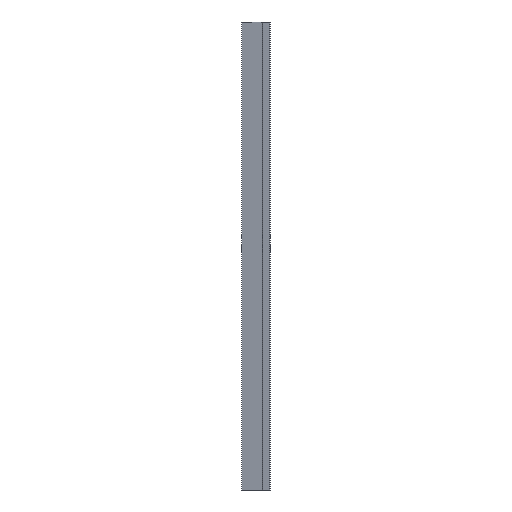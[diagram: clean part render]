
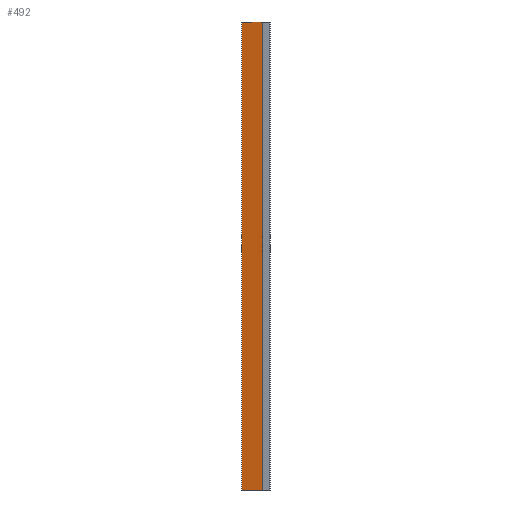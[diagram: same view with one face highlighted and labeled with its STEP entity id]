
A CAD part, left-side view. The second image highlights one B-rep face of the part: STEP entity #492.
In plain terms, the highlighted planar face has unit normal (-0.966, 0.259, 0).
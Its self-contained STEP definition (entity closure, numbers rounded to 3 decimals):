
#68=FACE_OUTER_BOUND('',#100,.T.);
#100=EDGE_LOOP('',(#431,#432,#433,#434));
#137=LINE('',#812,#187);
#146=LINE('',#834,#196);
#149=LINE('',#839,#199);
#150=LINE('',#841,#200);
#187=VECTOR('',#668,10.);
#196=VECTOR('',#693,10.);
#199=VECTOR('',#698,10.);
#200=VECTOR('',#701,10.);
#229=VERTEX_POINT('',#809);
#230=VERTEX_POINT('',#811);
#235=VERTEX_POINT('',#833);
#236=VERTEX_POINT('',#837);
#286=EDGE_CURVE('',#229,#230,#137,.T.);
#297=EDGE_CURVE('',#235,#230,#146,.T.);
#300=EDGE_CURVE('',#236,#229,#149,.T.);
#301=EDGE_CURVE('',#235,#236,#150,.T.);
#431=ORIENTED_EDGE('',*,*,#286,.F.);
#432=ORIENTED_EDGE('',*,*,#300,.F.);
#433=ORIENTED_EDGE('',*,*,#301,.F.);
#434=ORIENTED_EDGE('',*,*,#297,.T.);
#460=PLANE('',#563);
#492=ADVANCED_FACE('',(#68),#460,.F.);
#563=AXIS2_PLACEMENT_3D('',#846,#710,#711);
#668=DIRECTION('',(0.,0.,-1.));
#693=DIRECTION('',(-0.259,-0.966,0.));
#698=DIRECTION('',(-0.259,-0.966,0.));
#701=DIRECTION('',(0.,0.,1.));
#710=DIRECTION('center_axis',(0.966,-0.259,0.));
#711=DIRECTION('ref_axis',(0.,0.,-1.));
#809=CARTESIAN_POINT('',(39.545,1.393,2400.));
#811=CARTESIAN_POINT('',(39.545,1.393,0.));
#812=CARTESIAN_POINT('',(39.545,1.393,1200.));
#833=CARTESIAN_POINT('',(68.018,107.657,0.));
#834=CARTESIAN_POINT('',(68.018,107.657,0.));
#837=CARTESIAN_POINT('',(68.018,107.657,2400.));
#839=CARTESIAN_POINT('',(68.018,107.657,2400.));
#841=CARTESIAN_POINT('',(68.018,107.657,0.));
#846=CARTESIAN_POINT('Origin',(41.698,9.426,1200.));
